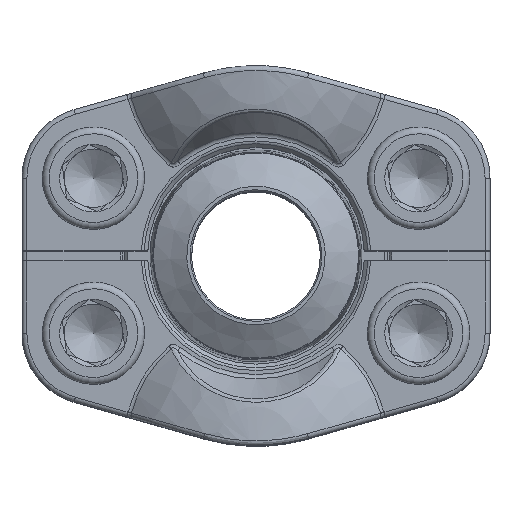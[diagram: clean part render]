
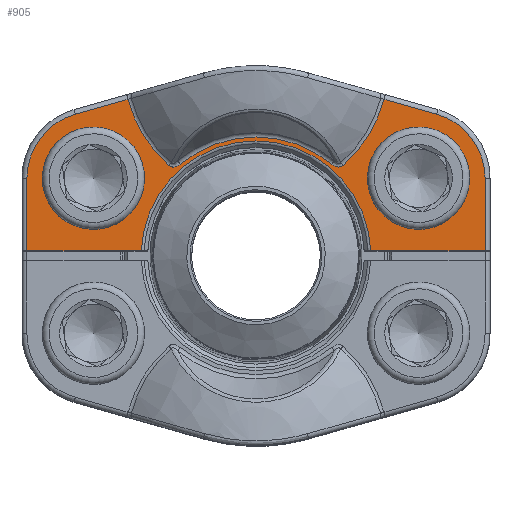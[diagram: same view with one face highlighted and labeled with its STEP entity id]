
A CAD part, top view. The second image highlights one B-rep face of the part: STEP entity #905.
In plain terms, the highlighted planar face has unit normal (0, 0, 1).
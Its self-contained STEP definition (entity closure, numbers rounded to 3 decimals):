
#592=FACE_BOUND('',#1324,.T.);
#593=FACE_BOUND('',#1325,.T.);
#594=FACE_BOUND('',#1326,.T.);
#777=B_SPLINE_CURVE_WITH_KNOTS('',3,(#5167,#5168,#5169,#5170,#5171,#5172,
#5173,#5174,#5175,#5176,#5177,#5178,#5179,#5180,#5181,#5182),
 .UNSPECIFIED.,.F.,.F.,(4,3,3,3,3,4),(0.,0.15,0.443,
0.628,0.814,1.),.UNSPECIFIED.);
#778=B_SPLINE_CURVE_WITH_KNOTS('',3,(#5186,#5187,#5188,#5189,#5190,#5191,
#5192,#5193,#5194,#5195,#5196,#5197,#5198),.UNSPECIFIED.,.F.,.F.,(4,3,3,
3,4),(0.,0.399,0.611,0.825,1.),
 .UNSPECIFIED.);
#853=PLANE('',#3600);
#905=ADVANCED_FACE('',(#592,#593,#594),#853,.F.);
#1324=EDGE_LOOP('',(#1857,#1858,#1859,#1860,#1861,#1862,#1863,#1864,#1865,
#1866,#1867,#1868,#1869,#1870));
#1325=EDGE_LOOP('',(#1871));
#1326=EDGE_LOOP('',(#1872));
#1655=LINE('',#5150,#1749);
#1656=LINE('',#5153,#1750);
#1657=LINE('',#5157,#1751);
#1658=LINE('',#5159,#1752);
#1659=LINE('',#5163,#1753);
#1660=LINE('',#5202,#1754);
#1749=VECTOR('',#4093,1.);
#1750=VECTOR('',#4094,1.);
#1751=VECTOR('',#4097,1.);
#1752=VECTOR('',#4098,1.);
#1753=VECTOR('',#4101,1.);
#1754=VECTOR('',#4108,1.);
#1857=ORIENTED_EDGE('',*,*,#2950,.T.);
#1858=ORIENTED_EDGE('',*,*,#2951,.T.);
#1859=ORIENTED_EDGE('',*,*,#2952,.T.);
#1860=ORIENTED_EDGE('',*,*,#2953,.T.);
#1861=ORIENTED_EDGE('',*,*,#2954,.T.);
#1862=ORIENTED_EDGE('',*,*,#2955,.T.);
#1863=ORIENTED_EDGE('',*,*,#2956,.T.);
#1864=ORIENTED_EDGE('',*,*,#2957,.T.);
#1865=ORIENTED_EDGE('',*,*,#2958,.F.);
#1866=ORIENTED_EDGE('',*,*,#2959,.T.);
#1867=ORIENTED_EDGE('',*,*,#2960,.T.);
#1868=ORIENTED_EDGE('',*,*,#2961,.T.);
#1869=ORIENTED_EDGE('',*,*,#2962,.T.);
#1870=ORIENTED_EDGE('',*,*,#2963,.T.);
#1871=ORIENTED_EDGE('',*,*,#2964,.T.);
#1872=ORIENTED_EDGE('',*,*,#2965,.T.);
#2671=VERTEX_POINT('',#5151);
#2672=VERTEX_POINT('',#5152);
#2673=VERTEX_POINT('',#5154);
#2674=VERTEX_POINT('',#5156);
#2675=VERTEX_POINT('',#5158);
#2676=VERTEX_POINT('',#5160);
#2677=VERTEX_POINT('',#5162);
#2678=VERTEX_POINT('',#5164);
#2679=VERTEX_POINT('',#5166);
#2680=VERTEX_POINT('',#5183);
#2681=VERTEX_POINT('',#5185);
#2682=VERTEX_POINT('',#5199);
#2683=VERTEX_POINT('',#5201);
#2684=VERTEX_POINT('',#5203);
#2685=VERTEX_POINT('',#5206);
#2686=VERTEX_POINT('',#5208);
#2950=EDGE_CURVE('',#2671,#2672,#1655,.T.);
#2951=EDGE_CURVE('',#2672,#2673,#1656,.T.);
#2952=EDGE_CURVE('',#2673,#2674,#3341,.T.);
#2953=EDGE_CURVE('',#2674,#2675,#1657,.T.);
#2954=EDGE_CURVE('',#2675,#2676,#1658,.T.);
#2955=EDGE_CURVE('',#2676,#2677,#3342,.T.);
#2956=EDGE_CURVE('',#2677,#2678,#1659,.T.);
#2957=EDGE_CURVE('',#2678,#2679,#3343,.T.);
#2958=EDGE_CURVE('',#2680,#2679,#777,.T.);
#2959=EDGE_CURVE('',#2680,#2681,#3344,.T.);
#2960=EDGE_CURVE('',#2681,#2682,#778,.T.);
#2961=EDGE_CURVE('',#2682,#2683,#3345,.T.);
#2962=EDGE_CURVE('',#2683,#2684,#1660,.T.);
#2963=EDGE_CURVE('',#2684,#2671,#3346,.T.);
#2964=EDGE_CURVE('',#2685,#2685,#3347,.T.);
#2965=EDGE_CURVE('',#2686,#2686,#3348,.T.);
#3341=CIRCLE('',#3592,23.556);
#3342=CIRCLE('',#3593,13.65);
#3343=CIRCLE('',#3594,27.148);
#3344=CIRCLE('',#3595,24.363);
#3345=CIRCLE('',#3596,27.148);
#3346=CIRCLE('',#3597,13.65);
#3347=CIRCLE('',#3598,8.6);
#3348=CIRCLE('',#3599,8.6);
#3592=AXIS2_PLACEMENT_3D('',#5155,#4095,#4096);
#3593=AXIS2_PLACEMENT_3D('',#5161,#4099,#4100);
#3594=AXIS2_PLACEMENT_3D('',#5165,#4102,#4103);
#3595=AXIS2_PLACEMENT_3D('',#5184,#4104,#4105);
#3596=AXIS2_PLACEMENT_3D('',#5200,#4106,#4107);
#3597=AXIS2_PLACEMENT_3D('',#5204,#4109,#4110);
#3598=AXIS2_PLACEMENT_3D('',#5205,#4111,#4112);
#3599=AXIS2_PLACEMENT_3D('',#5207,#4113,#4114);
#3600=AXIS2_PLACEMENT_3D('',#5209,#4115,#4116);
#4093=DIRECTION('',(0.,1.,0.));
#4094=DIRECTION('',(-1.,0.,0.));
#4095=DIRECTION('',(0.,0.,-1.));
#4096=DIRECTION('',(-1.,0.,0.));
#4097=DIRECTION('',(-1.,0.,0.));
#4098=DIRECTION('',(0.,-1.,0.));
#4099=DIRECTION('',(0.,0.,1.));
#4100=DIRECTION('',(-1.,0.,0.));
#4101=DIRECTION('',(0.963,-0.271,0.));
#4102=DIRECTION('',(0.,0.,-1.));
#4103=DIRECTION('',(-1.,0.,0.));
#4104=DIRECTION('',(0.,0.,1.));
#4105=DIRECTION('',(-1.,0.,0.));
#4106=DIRECTION('',(0.,0.,-1.));
#4107=DIRECTION('',(-1.,0.,0.));
#4108=DIRECTION('',(0.963,0.271,0.));
#4109=DIRECTION('',(0.,0.,1.));
#4110=DIRECTION('',(-1.,0.,0.));
#4111=DIRECTION('',(0.,0.,-1.));
#4112=DIRECTION('',(-1.,0.,0.));
#4113=DIRECTION('',(0.,0.,-1.));
#4114=DIRECTION('',(-1.,0.,0.));
#4115=DIRECTION('',(0.,0.,-1.));
#4116=DIRECTION('',(-1.,0.,0.));
#5150=CARTESIAN_POINT('',(47.,15.9,27.));
#5151=CARTESIAN_POINT('',(47.,-15.9,27.));
#5152=CARTESIAN_POINT('',(47.,-1.,27.));
#5153=CARTESIAN_POINT('',(33.35,-1.,27.));
#5154=CARTESIAN_POINT('',(23.535,-1.,27.));
#5155=CARTESIAN_POINT('',(0.,0.,27.));
#5156=CARTESIAN_POINT('',(-23.535,-1.,27.));
#5157=CARTESIAN_POINT('',(33.35,-1.,27.));
#5158=CARTESIAN_POINT('',(-47.,-1.,27.));
#5159=CARTESIAN_POINT('',(-47.,-15.9,27.));
#5160=CARTESIAN_POINT('',(-47.,-15.9,27.));
#5161=CARTESIAN_POINT('',(-33.35,-15.9,27.));
#5162=CARTESIAN_POINT('',(-37.053,-29.038,27.));
#5163=CARTESIAN_POINT('',(-25.824,-32.203,27.));
#5164=CARTESIAN_POINT('',(-26.252,-32.082,27.));
#5165=CARTESIAN_POINT('',(0.,-39.,27.));
#5166=CARTESIAN_POINT('',(-17.851,-18.547,27.));
#5167=CARTESIAN_POINT('',(-15.51,-18.788,27.));
#5168=CARTESIAN_POINT('',(-15.609,-18.706,27.));
#5169=CARTESIAN_POINT('',(-15.714,-18.63,27.));
#5170=CARTESIAN_POINT('',(-15.822,-18.56,27.));
#5171=CARTESIAN_POINT('',(-16.033,-18.426,27.));
#5172=CARTESIAN_POINT('',(-16.265,-18.317,27.));
#5173=CARTESIAN_POINT('',(-16.507,-18.256,27.));
#5174=CARTESIAN_POINT('',(-16.66,-18.218,27.));
#5175=CARTESIAN_POINT('',(-16.82,-18.198,27.));
#5176=CARTESIAN_POINT('',(-16.977,-18.204,27.));
#5177=CARTESIAN_POINT('',(-17.136,-18.209,27.));
#5178=CARTESIAN_POINT('',(-17.296,-18.241,27.));
#5179=CARTESIAN_POINT('',(-17.444,-18.299,27.));
#5180=CARTESIAN_POINT('',(-17.592,-18.357,27.));
#5181=CARTESIAN_POINT('',(-17.732,-18.442,27.));
#5182=CARTESIAN_POINT('',(-17.851,-18.547,27.));
#5183=CARTESIAN_POINT('',(-15.51,-18.788,27.));
#5184=CARTESIAN_POINT('',(0.,0.,27.));
#5185=CARTESIAN_POINT('',(15.51,-18.788,27.));
#5186=CARTESIAN_POINT('',(15.51,-18.788,27.));
#5187=CARTESIAN_POINT('',(15.771,-18.573,27.));
#5188=CARTESIAN_POINT('',(16.071,-18.39,27.));
#5189=CARTESIAN_POINT('',(16.394,-18.288,27.));
#5190=CARTESIAN_POINT('',(16.567,-18.234,27.));
#5191=CARTESIAN_POINT('',(16.75,-18.202,27.));
#5192=CARTESIAN_POINT('',(16.932,-18.203,27.));
#5193=CARTESIAN_POINT('',(17.114,-18.204,27.));
#5194=CARTESIAN_POINT('',(17.301,-18.239,27.));
#5195=CARTESIAN_POINT('',(17.47,-18.309,27.));
#5196=CARTESIAN_POINT('',(17.608,-18.366,27.));
#5197=CARTESIAN_POINT('',(17.738,-18.448,27.));
#5198=CARTESIAN_POINT('',(17.851,-18.547,27.));
#5199=CARTESIAN_POINT('',(17.851,-18.547,27.));
#5200=CARTESIAN_POINT('',(0.,-39.,27.));
#5201=CARTESIAN_POINT('',(26.252,-32.082,27.));
#5202=CARTESIAN_POINT('',(37.053,-29.038,27.));
#5203=CARTESIAN_POINT('',(37.053,-29.038,27.));
#5204=CARTESIAN_POINT('',(33.35,-15.9,27.));
#5205=CARTESIAN_POINT('',(-33.35,-15.9,27.));
#5206=CARTESIAN_POINT('',(-41.95,-15.9,27.));
#5207=CARTESIAN_POINT('',(33.35,-15.9,27.));
#5208=CARTESIAN_POINT('',(24.75,-15.9,27.));
#5209=CARTESIAN_POINT('',(33.35,-15.9,27.));
